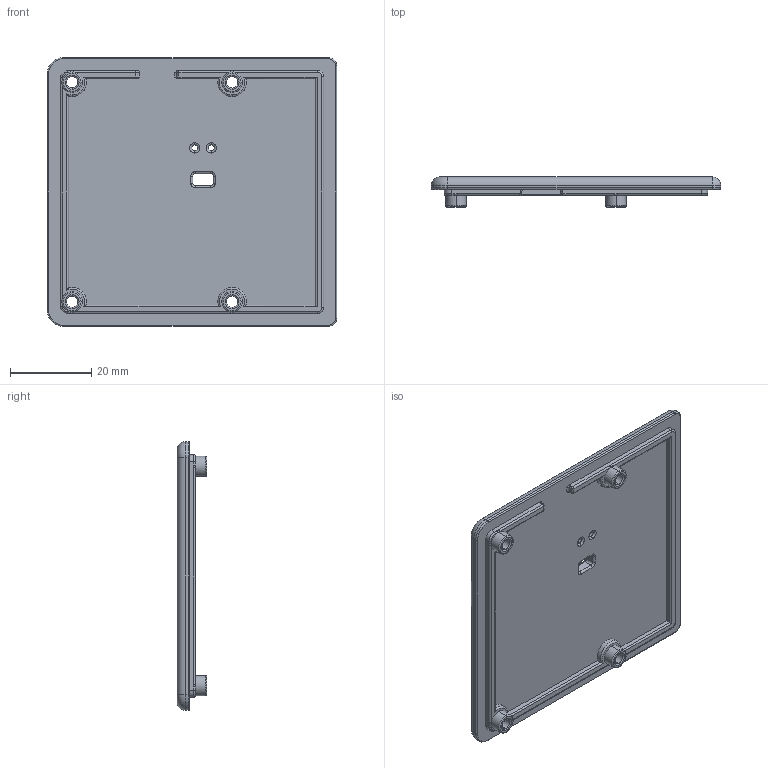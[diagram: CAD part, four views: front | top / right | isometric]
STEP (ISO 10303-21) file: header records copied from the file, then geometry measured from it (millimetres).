
FILE_DESCRIPTION (( 'STEP AP203' ), '1' );
FILE_NAME ('CapiBridge_Case_lit.STEP', '2024-04-04T19:55:26', ( '' ), ( '' ), 'SwSTEP 2.0', 'SolidWorks 2022', '' );
FILE_SCHEMA (( 'CONFIG_CONTROL_DESIGN' ));
Length unit declared in the file: millimetre
Products named in the file (1): CapiBridge_Case_lit
Bounding box: 71 x 7.3 x 66 mm (x, y, z)
Volume: 14439.1 mm3; surface area: 11001.6 mm2
Topology: 1 solids, 1 shells, 503 faces, 1178 edges, 700 vertices
Faces by surface type: bspline 178, cylinder 146, plane 113, torus 64, sphere 2
Entity records: 23671 total; most frequent: CARTESIAN_POINT 13434, ORIENTED_EDGE 2352, DIRECTION 1698, EDGE_CURVE 1176, VERTEX_POINT 700, AXIS2_PLACEMENT_3D 611, EDGE_LOOP 542, FACE_OUTER_BOUND 503
